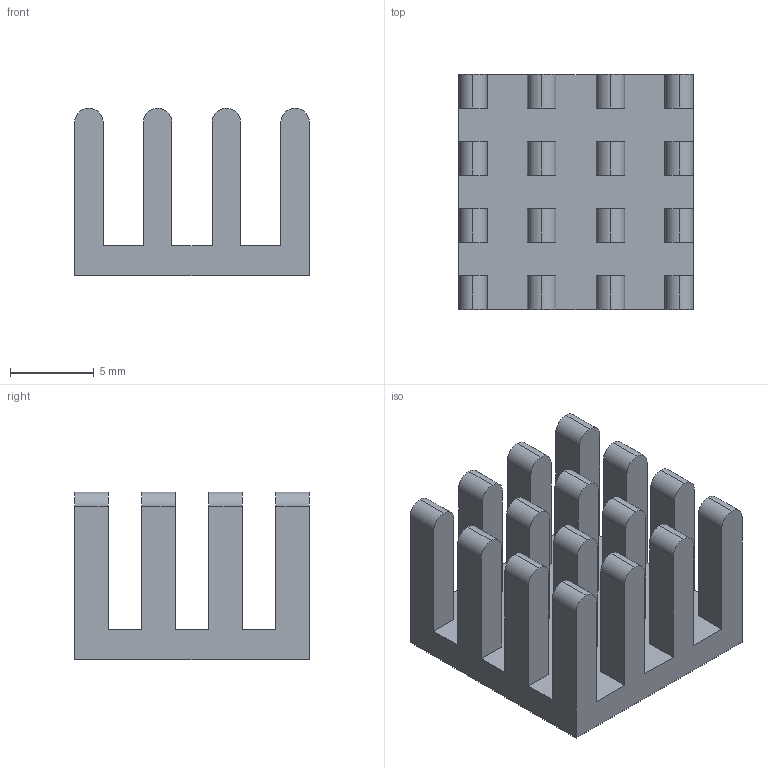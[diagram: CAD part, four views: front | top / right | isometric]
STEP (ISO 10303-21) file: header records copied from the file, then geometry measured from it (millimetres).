
FILE_DESCRIPTION(('STEP AP214'),'1');
FILE_NAME('v2020b.stp','2023-03-02T14:17:34',('TraceParts'),('TraceParts S.A.'),'Spatial InterOp 3D',' ',' ');
FILE_SCHEMA(('AUTOMOTIVE_DESIGN { 1 0 10303 214 1 1 1 1 }'));
Length unit declared in the file: millimetre
Products named in the file (1): v2020b
Bounding box: 14 x 14 x 10 mm (x, y, z)
Volume: 789 mm3; surface area: 1430.4 mm2
Topology: 1 solids, 1 shells, 86 faces, 240 edges, 160 vertices
Faces by surface type: plane 54, cylinder 32
Entity records: 2783 total; most frequent: CARTESIAN_POINT 487, ORIENTED_EDGE 480, DIRECTION 478, EDGE_CURVE 240, LINE 176, VECTOR 176, VERTEX_POINT 160, AXIS2_PLACEMENT_3D 151
